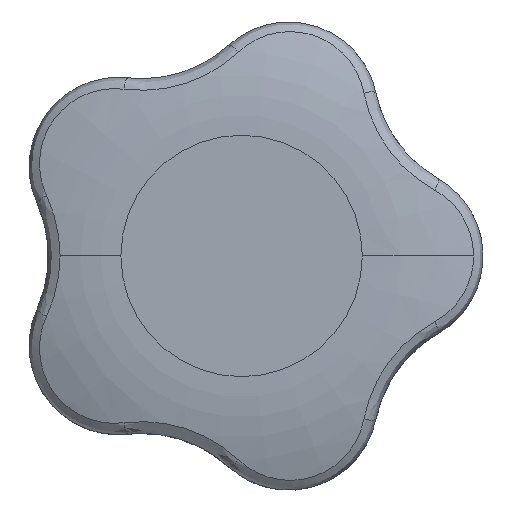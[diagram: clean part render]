
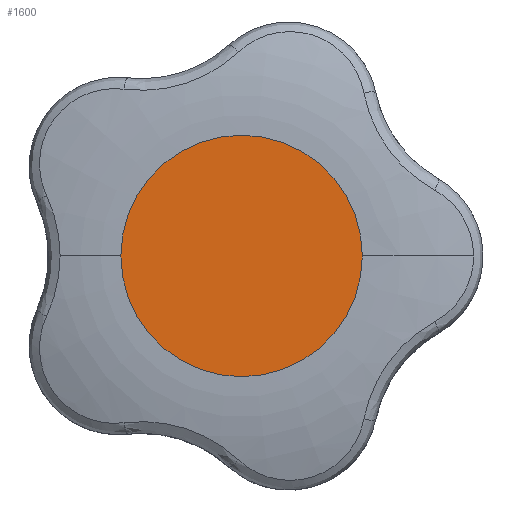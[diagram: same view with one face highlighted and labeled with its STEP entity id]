
A CAD part, top view. The second image highlights one B-rep face of the part: STEP entity #1600.
In plain terms, the highlighted planar face has unit normal (0, 0, 1).
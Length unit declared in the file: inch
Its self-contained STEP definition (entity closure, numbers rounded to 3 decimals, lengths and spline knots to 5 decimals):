
#343 = PLANE ( 'NONE',  #1597 ) ;
#422 = CIRCLE ( 'NONE', #2371, 0.62 ) ;
#442 = EDGE_CURVE ( 'Defeatured_0_63+Defeatured_0_62+Defeatured_0_62+Defeatured_0_62', #8207, #6028, #422, .T. ) ;
#1597 = AXIS2_PLACEMENT_3D ( 'NONE', #8522, #6480, #4451 ) ;
#1600 = ADVANCED_FACE ( 'Defeatured_0_62', ( #2884 ), #343, .F. ) ;
#2280 = CIRCLE ( 'NONE', #5933, 0.62 ) ;
#2371 = AXIS2_PLACEMENT_3D ( 'NONE', #5889, #2518, #2474 ) ;
#2474 = DIRECTION ( 'NONE',  ( -1., 0., 0. ) ) ;
#2518 = DIRECTION ( 'NONE',  ( 0., 0., -1. ) ) ;
#2587 = EDGE_LOOP ( 'NONE', ( #5157, #7401 ) ) ;
#2879 = DIRECTION ( 'NONE',  ( 0., 0., -1. ) ) ;
#2884 = FACE_OUTER_BOUND ( 'NONE', #2587, .T. ) ;
#3540 = CARTESIAN_POINT ( 'NONE',  ( -0.62, 0., 5.44437 ) ) ;
#3574 = CARTESIAN_POINT ( 'NONE',  ( 0., 0., 5.44437 ) ) ;
#4197 = EDGE_CURVE ( 'Defeatured_0_63+Defeatured_0_62+Defeatured_0_62+Defeatured_0_62', #6028, #8207, #2280, .T. ) ;
#4451 = DIRECTION ( 'NONE',  ( 0., -1., 0. ) ) ;
#5157 = ORIENTED_EDGE ( 'NONE', *, *, #442, .F. ) ;
#5889 = CARTESIAN_POINT ( 'NONE',  ( 0., 0., 5.44437 ) ) ;
#5933 = AXIS2_PLACEMENT_3D ( 'NONE', #3574, #2879, #7553 ) ;
#6028 = VERTEX_POINT ( 'NONE', #6294 ) ;
#6294 = CARTESIAN_POINT ( 'NONE',  ( 0.62, 0., 5.44437 ) ) ;
#6480 = DIRECTION ( 'NONE',  ( 0., 0., -1. ) ) ;
#7401 = ORIENTED_EDGE ( 'NONE', *, *, #4197, .F. ) ;
#7553 = DIRECTION ( 'NONE',  ( -1., 0., 0. ) ) ;
#8207 = VERTEX_POINT ( 'NONE', #3540 ) ;
#8522 = CARTESIAN_POINT ( 'NONE',  ( -1.24, 0., 5.44437 ) ) ;
